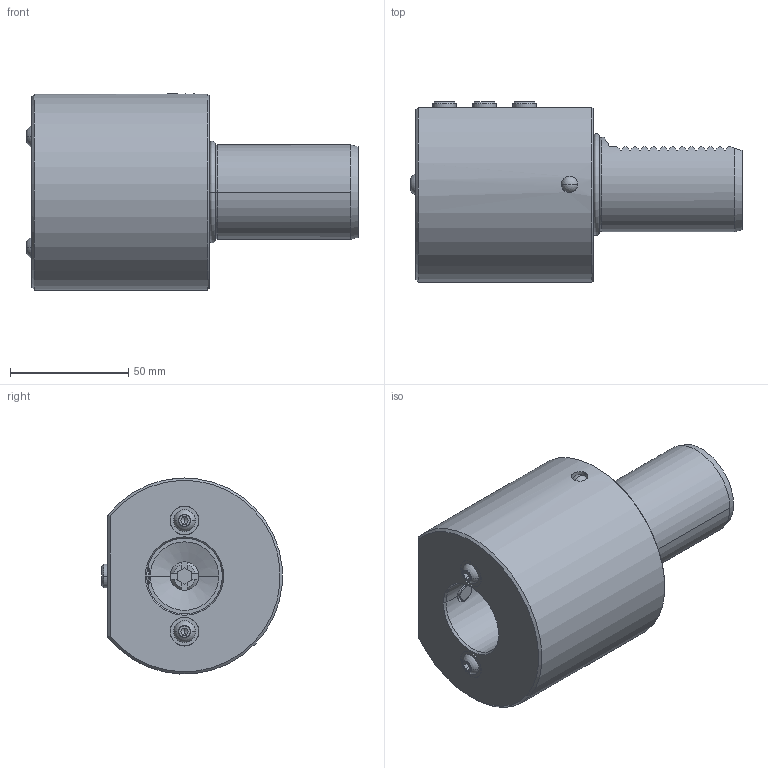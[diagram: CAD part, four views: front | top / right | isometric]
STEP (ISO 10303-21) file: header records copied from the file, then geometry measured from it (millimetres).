
FILE_DESCRIPTION((''),'2;1');
FILE_NAME('213015157_SW0001','2014-02-27T',('czauner'),(''),'PRO/ENGINEER BY PARAMETRIC TECHNOLOGY CORPORATION, 2011040','PRO/ENGINEER BY PARAMETRIC TECHNOLOGY CORPORATION, 2011040','');
FILE_SCHEMA(('AUTOMOTIVE_DESIGN { 1 2 10303 214 0 1 1 1 }'));
Length unit declared in the file: millimetre
Products named in the file (1): 213015157_SW0001
Bounding box: 140.5 x 76.35 x 82.95 mm (x, y, z)
Volume: 390159.1 mm3; surface area: 54131.2 mm2
Topology: 3 solids, 4 shells, 349 faces, 853 edges, 511 vertices
Faces by surface type: plane 157, cylinder 85, cone 79, sphere 12, torus 10, bspline 4, revolution 2
Entity records: 17215 total; most frequent: CARTESIAN_POINT 8036, ORIENTED_EDGE 1662, DIRECTION 1648, EDGE_CURVE 831, AXIS2_PLACEMENT_3D 616, VERTEX_POINT 511, VECTOR 414, LINE 414
